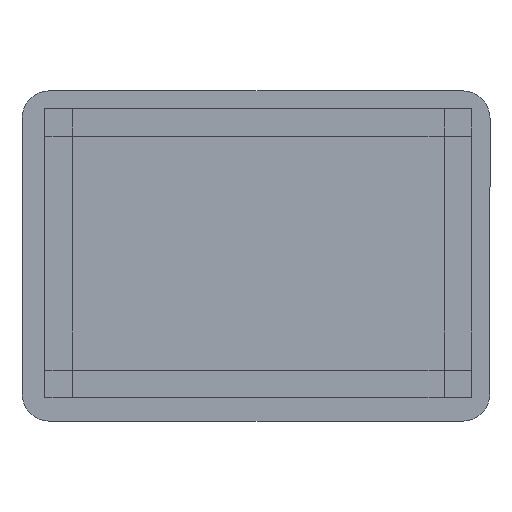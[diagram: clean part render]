
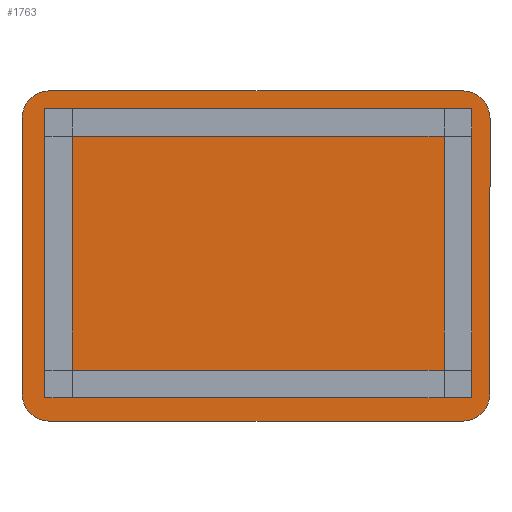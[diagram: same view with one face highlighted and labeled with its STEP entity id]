
A CAD part, front view. The second image highlights one B-rep face of the part: STEP entity #1763.
In plain terms, the highlighted planar face has unit normal (0, -1, 0).
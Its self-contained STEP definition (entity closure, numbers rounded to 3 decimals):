
#2 = CARTESIAN_POINT ( 'NONE',  ( -110., 0., -89. ) ) ;
#7 = DIRECTION ( 'NONE',  ( 0., -1., 0. ) ) ;
#42 = VECTOR ( 'NONE', #1928, 1000. ) ;
#90 = CIRCLE ( 'NONE', #2934, 6. ) ;
#127 = DIRECTION ( 'NONE',  ( 0., 0., -1. ) ) ;
#155 = CARTESIAN_POINT ( 'NONE',  ( -150., 0., 120. ) ) ;
#158 = LINE ( 'NONE', #405, #2930 ) ;
#183 = DIRECTION ( 'NONE',  ( 0., -1., 0. ) ) ;
#192 = CIRCLE ( 'NONE', #2643, 6. ) ;
#205 = CARTESIAN_POINT ( 'NONE',  ( -150., 0., -120. ) ) ;
#217 = CARTESIAN_POINT ( 'NONE',  ( -170., 0., -100. ) ) ;
#234 = EDGE_CURVE ( 'NONE', #886, #945, #1486, .T. ) ;
#281 = CARTESIAN_POINT ( 'NONE',  ( 150., 0., -100. ) ) ;
#313 = CARTESIAN_POINT ( 'NONE',  ( -110., 0., -95. ) ) ;
#347 = ORIENTED_EDGE ( 'NONE', *, *, #2437, .T. ) ;
#357 = PLANE ( 'NONE',  #487 ) ;
#405 = CARTESIAN_POINT ( 'NONE',  ( -150., 0., 120. ) ) ;
#411 = VERTEX_POINT ( 'NONE', #2918 ) ;
#447 = CARTESIAN_POINT ( 'NONE',  ( -150., 0., 100. ) ) ;
#487 = AXIS2_PLACEMENT_3D ( 'NONE', #873, #1485, #2021 ) ;
#523 = ORIENTED_EDGE ( 'NONE', *, *, #1450, .T. ) ;
#540 = AXIS2_PLACEMENT_3D ( 'NONE', #2812, #1662, #749 ) ;
#678 = EDGE_CURVE ( 'NONE', #2223, #1041, #158, .T. ) ;
#683 = ORIENTED_EDGE ( 'NONE', *, *, #1530, .F. ) ;
#712 = AXIS2_PLACEMENT_3D ( 'NONE', #1140, #1911, #2776 ) ;
#724 = DIRECTION ( 'NONE',  ( 0., 1., 0. ) ) ;
#749 = DIRECTION ( 'NONE',  ( 0., 0., 1. ) ) ;
#754 = CARTESIAN_POINT ( 'NONE',  ( 110., 0., 95. ) ) ;
#772 = DIRECTION ( 'NONE',  ( 0., 0., -1. ) ) ;
#788 = ORIENTED_EDGE ( 'NONE', *, *, #1845, .T. ) ;
#791 = DIRECTION ( 'NONE',  ( 1., 0., 0. ) ) ;
#792 = DIRECTION ( 'NONE',  ( 0., 0., 1. ) ) ;
#817 = CIRCLE ( 'NONE', #2790, 6. ) ;
#838 = VERTEX_POINT ( 'NONE', #2 ) ;
#856 = CARTESIAN_POINT ( 'NONE',  ( -110., 0., 95. ) ) ;
#865 = EDGE_CURVE ( 'NONE', #2027, #2867, #2274, .T. ) ;
#873 = CARTESIAN_POINT ( 'NONE',  ( -150., 0., -100. ) ) ;
#874 = VERTEX_POINT ( 'NONE', #217 ) ;
#881 = EDGE_CURVE ( 'NONE', #411, #2630, #1393, .T. ) ;
#882 = CIRCLE ( 'NONE', #1750, 20. ) ;
#886 = VERTEX_POINT ( 'NONE', #976 ) ;
#903 = CARTESIAN_POINT ( 'NONE',  ( 110., 0., 101. ) ) ;
#934 = DIRECTION ( 'NONE',  ( 0., -1., 0. ) ) ;
#943 = CARTESIAN_POINT ( 'NONE',  ( 110., 0., -89. ) ) ;
#945 = VERTEX_POINT ( 'NONE', #943 ) ;
#976 = CARTESIAN_POINT ( 'NONE',  ( 110., 0., -101. ) ) ;
#980 = CARTESIAN_POINT ( 'NONE',  ( 110., 0., 95. ) ) ;
#995 = DIRECTION ( 'NONE',  ( 0., 0., -1. ) ) ;
#1020 = AXIS2_PLACEMENT_3D ( 'NONE', #754, #724, #1654 ) ;
#1041 = VERTEX_POINT ( 'NONE', #2226 ) ;
#1049 = ORIENTED_EDGE ( 'NONE', *, *, #2332, .T. ) ;
#1106 = ORIENTED_EDGE ( 'NONE', *, *, #2850, .F. ) ;
#1139 = ORIENTED_EDGE ( 'NONE', *, *, #1684, .F. ) ;
#1140 = CARTESIAN_POINT ( 'NONE',  ( -110., 0., 95. ) ) ;
#1210 = CARTESIAN_POINT ( 'NONE',  ( -170., 0., 100. ) ) ;
#1211 = CIRCLE ( 'NONE', #1353, 6. ) ;
#1239 = DIRECTION ( 'NONE',  ( 0., 1., 0. ) ) ;
#1326 = VERTEX_POINT ( 'NONE', #1210 ) ;
#1341 = DIRECTION ( 'NONE',  ( 0., 1., 0. ) ) ;
#1353 = AXIS2_PLACEMENT_3D ( 'NONE', #2045, #934, #2800 ) ;
#1393 = CIRCLE ( 'NONE', #712, 6. ) ;
#1401 = CARTESIAN_POINT ( 'NONE',  ( 110., 0., -95. ) ) ;
#1403 = EDGE_CURVE ( 'NONE', #838, #2361, #817, .T. ) ;
#1413 = ORIENTED_EDGE ( 'NONE', *, *, #234, .F. ) ;
#1428 = CARTESIAN_POINT ( 'NONE',  ( -170., 0., -100. ) ) ;
#1441 = ORIENTED_EDGE ( 'NONE', *, *, #1403, .T. ) ;
#1445 = LINE ( 'NONE', #1428, #42 ) ;
#1450 = EDGE_CURVE ( 'NONE', #2361, #838, #90, .T. ) ;
#1485 = DIRECTION ( 'NONE',  ( 0., -1., 0. ) ) ;
#1486 = CIRCLE ( 'NONE', #2308, 6. ) ;
#1501 = CIRCLE ( 'NONE', #540, 20. ) ;
#1506 = LINE ( 'NONE', #1756, #1550 ) ;
#1530 = EDGE_CURVE ( 'NONE', #2630, #411, #192, .T. ) ;
#1550 = VECTOR ( 'NONE', #2712, 1000. ) ;
#1577 = CARTESIAN_POINT ( 'NONE',  ( -110., 0., -101. ) ) ;
#1583 = ORIENTED_EDGE ( 'NONE', *, *, #881, .F. ) ;
#1654 = DIRECTION ( 'NONE',  ( 0., 0., 1. ) ) ;
#1661 = VERTEX_POINT ( 'NONE', #903 ) ;
#1662 = DIRECTION ( 'NONE',  ( 0., 1., 0. ) ) ;
#1669 = CARTESIAN_POINT ( 'NONE',  ( 110., 0., 89. ) ) ;
#1678 = CARTESIAN_POINT ( 'NONE',  ( 150., 0., -120. ) ) ;
#1684 = EDGE_CURVE ( 'NONE', #945, #886, #1211, .T. ) ;
#1685 = CARTESIAN_POINT ( 'NONE',  ( 170., 0., -100. ) ) ;
#1699 = AXIS2_PLACEMENT_3D ( 'NONE', #2566, #2806, #772 ) ;
#1719 = FACE_BOUND ( 'NONE', #2190, .T. ) ;
#1720 = EDGE_CURVE ( 'NONE', #874, #1326, #1445, .T. ) ;
#1750 = AXIS2_PLACEMENT_3D ( 'NONE', #281, #2405, #1916 ) ;
#1756 = CARTESIAN_POINT ( 'NONE',  ( 170., 0., -100. ) ) ;
#1759 = DIRECTION ( 'NONE',  ( 0., -1., 0. ) ) ;
#1761 = EDGE_CURVE ( 'NONE', #1661, #2417, #2503, .T. ) ;
#1763 = ADVANCED_FACE ( 'NONE', ( #1719, #2629, #2192, #2644, #2446 ), #357, .T. ) ;
#1799 = CIRCLE ( 'NONE', #2367, 20. ) ;
#1803 = CIRCLE ( 'NONE', #1020, 6. ) ;
#1841 = CARTESIAN_POINT ( 'NONE',  ( -150., 0., -120. ) ) ;
#1845 = EDGE_CURVE ( 'NONE', #2441, #2067, #1506, .T. ) ;
#1859 = EDGE_LOOP ( 'NONE', ( #683, #1583 ) ) ;
#1911 = DIRECTION ( 'NONE',  ( 0., -1., 0. ) ) ;
#1916 = DIRECTION ( 'NONE',  ( 0., 0., 1. ) ) ;
#1927 = VECTOR ( 'NONE', #2052, 1000. ) ;
#1928 = DIRECTION ( 'NONE',  ( 0., 0., 1. ) ) ;
#1985 = CARTESIAN_POINT ( 'NONE',  ( -110., 0., 89. ) ) ;
#2011 = DIRECTION ( 'NONE',  ( 0., 0., 1. ) ) ;
#2021 = DIRECTION ( 'NONE',  ( 0., 0., -1. ) ) ;
#2024 = ORIENTED_EDGE ( 'NONE', *, *, #1720, .F. ) ;
#2027 = VERTEX_POINT ( 'NONE', #1841 ) ;
#2034 = DIRECTION ( 'NONE',  ( 0., 0., -1. ) ) ;
#2045 = CARTESIAN_POINT ( 'NONE',  ( 110., 0., -95. ) ) ;
#2052 = DIRECTION ( 'NONE',  ( 1., 0., 0. ) ) ;
#2064 = EDGE_LOOP ( 'NONE', ( #523, #1441 ) ) ;
#2067 = VERTEX_POINT ( 'NONE', #2796 ) ;
#2162 = DIRECTION ( 'NONE',  ( 0., 0., 1. ) ) ;
#2190 = EDGE_LOOP ( 'NONE', ( #1413, #1139 ) ) ;
#2192 = FACE_BOUND ( 'NONE', #2197, .T. ) ;
#2197 = EDGE_LOOP ( 'NONE', ( #2891, #2489 ) ) ;
#2223 = VERTEX_POINT ( 'NONE', #155 ) ;
#2226 = CARTESIAN_POINT ( 'NONE',  ( 150., 0., 120. ) ) ;
#2240 = CARTESIAN_POINT ( 'NONE',  ( -110., 0., -95. ) ) ;
#2274 = LINE ( 'NONE', #205, #1927 ) ;
#2308 = AXIS2_PLACEMENT_3D ( 'NONE', #1401, #7, #995 ) ;
#2332 = EDGE_CURVE ( 'NONE', #2223, #1326, #1799, .T. ) ;
#2361 = VERTEX_POINT ( 'NONE', #1577 ) ;
#2367 = AXIS2_PLACEMENT_3D ( 'NONE', #447, #183, #2034 ) ;
#2395 = ORIENTED_EDGE ( 'NONE', *, *, #865, .T. ) ;
#2405 = DIRECTION ( 'NONE',  ( 0., 1., 0. ) ) ;
#2417 = VERTEX_POINT ( 'NONE', #1669 ) ;
#2420 = ORIENTED_EDGE ( 'NONE', *, *, #2917, .F. ) ;
#2437 = EDGE_CURVE ( 'NONE', #874, #2027, #2748, .T. ) ;
#2441 = VERTEX_POINT ( 'NONE', #1685 ) ;
#2446 = FACE_OUTER_BOUND ( 'NONE', #2913, .T. ) ;
#2489 = ORIENTED_EDGE ( 'NONE', *, *, #1761, .T. ) ;
#2503 = CIRCLE ( 'NONE', #2887, 6. ) ;
#2536 = EDGE_CURVE ( 'NONE', #2417, #1661, #1803, .T. ) ;
#2566 = CARTESIAN_POINT ( 'NONE',  ( -150., 0., -100. ) ) ;
#2582 = ORIENTED_EDGE ( 'NONE', *, *, #678, .F. ) ;
#2629 = FACE_BOUND ( 'NONE', #2064, .T. ) ;
#2630 = VERTEX_POINT ( 'NONE', #1985 ) ;
#2643 = AXIS2_PLACEMENT_3D ( 'NONE', #856, #1759, #127 ) ;
#2644 = FACE_BOUND ( 'NONE', #1859, .T. ) ;
#2712 = DIRECTION ( 'NONE',  ( 0., 0., 1. ) ) ;
#2748 = CIRCLE ( 'NONE', #1699, 20. ) ;
#2776 = DIRECTION ( 'NONE',  ( 0., 0., -1. ) ) ;
#2790 = AXIS2_PLACEMENT_3D ( 'NONE', #313, #1239, #2162 ) ;
#2796 = CARTESIAN_POINT ( 'NONE',  ( 170., 0., 100. ) ) ;
#2800 = DIRECTION ( 'NONE',  ( 0., 0., -1. ) ) ;
#2806 = DIRECTION ( 'NONE',  ( 0., -1., 0. ) ) ;
#2812 = CARTESIAN_POINT ( 'NONE',  ( 150., 0., 100. ) ) ;
#2824 = DIRECTION ( 'NONE',  ( 0., 1., 0. ) ) ;
#2850 = EDGE_CURVE ( 'NONE', #2441, #2867, #882, .T. ) ;
#2867 = VERTEX_POINT ( 'NONE', #1678 ) ;
#2887 = AXIS2_PLACEMENT_3D ( 'NONE', #980, #2824, #792 ) ;
#2891 = ORIENTED_EDGE ( 'NONE', *, *, #2536, .T. ) ;
#2913 = EDGE_LOOP ( 'NONE', ( #347, #2395, #1106, #788, #2420, #2582, #1049, #2024 ) ) ;
#2917 = EDGE_CURVE ( 'NONE', #1041, #2067, #1501, .T. ) ;
#2918 = CARTESIAN_POINT ( 'NONE',  ( -110., 0., 101. ) ) ;
#2930 = VECTOR ( 'NONE', #791, 1000. ) ;
#2934 = AXIS2_PLACEMENT_3D ( 'NONE', #2240, #1341, #2011 ) ;
